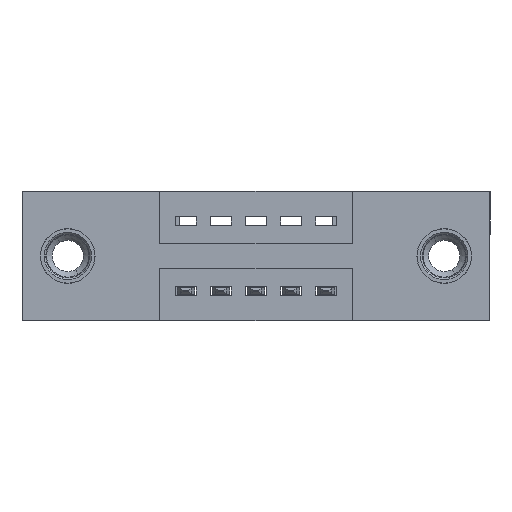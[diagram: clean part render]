
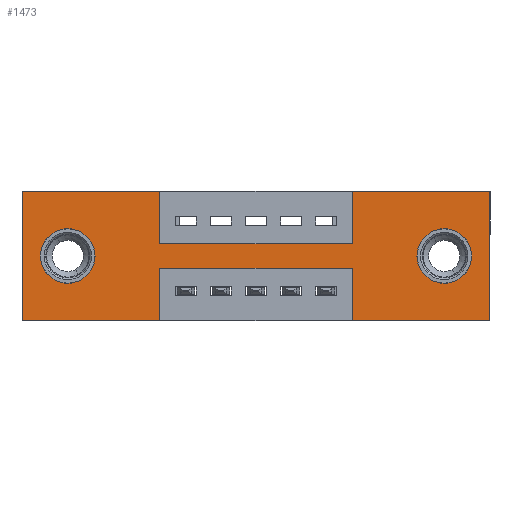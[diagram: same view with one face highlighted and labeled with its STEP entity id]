
A CAD part, front view. The second image highlights one B-rep face of the part: STEP entity #1473.
In plain terms, the highlighted planar face has unit normal (0, -1, 0).
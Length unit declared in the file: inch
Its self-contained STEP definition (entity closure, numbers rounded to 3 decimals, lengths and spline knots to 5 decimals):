
#53 = CARTESIAN_POINT ( 'NONE',  ( 0.3925, 0., -0.22 ) ) ;
#160 = VERTEX_POINT ( 'NONE', #12952 ) ;
#368 = VERTEX_POINT ( 'NONE', #4861 ) ;
#381 = ORIENTED_EDGE ( 'NONE', *, *, #456, .F. ) ;
#442 = VERTEX_POINT ( 'NONE', #2946 ) ;
#456 = EDGE_CURVE ( 'NONE', #609, #651, #11599, .T. ) ;
#515 = ORIENTED_EDGE ( 'NONE', *, *, #12487, .T. ) ;
#607 = CARTESIAN_POINT ( 'NONE',  ( 0., 0., 0. ) ) ;
#609 = VERTEX_POINT ( 'NONE', #7800 ) ;
#649 = DIRECTION ( 'NONE',  ( 0., 0., 1. ) ) ;
#651 = VERTEX_POINT ( 'NONE', #3453 ) ;
#901 = CARTESIAN_POINT ( 'NONE',  ( 0.13, 0., -0.185 ) ) ;
#1145 = LINE ( 'NONE', #53, #3295 ) ;
#1158 = ORIENTED_EDGE ( 'NONE', *, *, #6767, .F. ) ;
#1195 = ORIENTED_EDGE ( 'NONE', *, *, #4709, .F. ) ;
#1224 = AXIS2_PLACEMENT_3D ( 'NONE', #3558, #8953, #6022 ) ;
#1251 = DIRECTION ( 'NONE',  ( 1., 0., 0. ) ) ;
#1385 = ORIENTED_EDGE ( 'NONE', *, *, #1712, .F. ) ;
#1461 = VERTEX_POINT ( 'NONE', #5648 ) ;
#1473 = ADVANCED_FACE ( 'NONE', ( #9640, #13432, #10608 ), #13071, .T. ) ;
#1488 = EDGE_CURVE ( 'NONE', #8023, #13642, #8670, .T. ) ;
#1503 = ORIENTED_EDGE ( 'NONE', *, *, #10811, .F. ) ;
#1515 = EDGE_LOOP ( 'NONE', ( #6791, #515 ) ) ;
#1712 = EDGE_CURVE ( 'NONE', #1461, #12660, #9321, .T. ) ;
#1919 = ORIENTED_EDGE ( 'NONE', *, *, #4129, .F. ) ;
#2158 = LINE ( 'NONE', #8695, #9562 ) ;
#2162 = CARTESIAN_POINT ( 'NONE',  ( 1.205, 0., -0.185 ) ) ;
#2181 = CARTESIAN_POINT ( 'NONE',  ( 0., 0., -0.37 ) ) ;
#2628 = ORIENTED_EDGE ( 'NONE', *, *, #1488, .F. ) ;
#2806 = EDGE_CURVE ( 'NONE', #651, #8023, #10271, .T. ) ;
#2946 = CARTESIAN_POINT ( 'NONE',  ( 0.13, 0., -0.107 ) ) ;
#3065 = VECTOR ( 'NONE', #649, 39.37008 ) ;
#3112 = AXIS2_PLACEMENT_3D ( 'NONE', #5221, #11504, #8532 ) ;
#3150 = LINE ( 'NONE', #5498, #7441 ) ;
#3228 = EDGE_CURVE ( 'NONE', #9332, #368, #5008, .T. ) ;
#3295 = VECTOR ( 'NONE', #8477, 39.37008 ) ;
#3405 = VERTEX_POINT ( 'NONE', #5973 ) ;
#3453 = CARTESIAN_POINT ( 'NONE',  ( 0.3925, 0., -0.37 ) ) ;
#3558 = CARTESIAN_POINT ( 'NONE',  ( 0., 0., -0.37 ) ) ;
#3561 = VECTOR ( 'NONE', #9648, 39.37008 ) ;
#3686 = LINE ( 'NONE', #12881, #11240 ) ;
#3766 = DIRECTION ( 'NONE',  ( -1., 0., 0. ) ) ;
#3975 = ORIENTED_EDGE ( 'NONE', *, *, #6407, .F. ) ;
#4038 = DIRECTION ( 'NONE',  ( 0., 1., 0. ) ) ;
#4070 = CARTESIAN_POINT ( 'NONE',  ( 0.9425, 0., -0.22 ) ) ;
#4129 = EDGE_CURVE ( 'NONE', #11173, #160, #4342, .T. ) ;
#4342 = LINE ( 'NONE', #4497, #6509 ) ;
#4423 = LINE ( 'NONE', #6975, #9046 ) ;
#4497 = CARTESIAN_POINT ( 'NONE',  ( 0.3925, 0., -0.15 ) ) ;
#4566 = VERTEX_POINT ( 'NONE', #8427 ) ;
#4709 = EDGE_CURVE ( 'NONE', #5550, #9736, #3686, .T. ) ;
#4792 = CARTESIAN_POINT ( 'NONE',  ( 0., 0., 0. ) ) ;
#4861 = CARTESIAN_POINT ( 'NONE',  ( 1.205, 0., -0.263 ) ) ;
#5008 = CIRCLE ( 'NONE', #13122, 0.078 ) ;
#5221 = CARTESIAN_POINT ( 'NONE',  ( 0.13, 0., -0.185 ) ) ;
#5297 = CIRCLE ( 'NONE', #8200, 0.078 ) ;
#5498 = CARTESIAN_POINT ( 'NONE',  ( 0.3925, 0., 0. ) ) ;
#5546 = EDGE_CURVE ( 'NONE', #442, #3405, #12041, .T. ) ;
#5550 = VERTEX_POINT ( 'NONE', #8137 ) ;
#5648 = CARTESIAN_POINT ( 'NONE',  ( 1.335, 0., 0. ) ) ;
#5689 = VECTOR ( 'NONE', #12903, 39.37008 ) ;
#5732 = DIRECTION ( 'NONE',  ( 0., 0., 1. ) ) ;
#5945 = DIRECTION ( 'NONE',  ( 0., 1., 0. ) ) ;
#5973 = CARTESIAN_POINT ( 'NONE',  ( 0.13, 0., -0.263 ) ) ;
#6022 = DIRECTION ( 'NONE',  ( 0., 0., -1. ) ) ;
#6051 = EDGE_LOOP ( 'NONE', ( #381, #1158, #1195, #8336, #1385, #10618, #1503, #1919, #3975, #10233, #2628, #6672 ) ) ;
#6113 = DIRECTION ( 'NONE',  ( 0., 0., -1. ) ) ;
#6122 = EDGE_CURVE ( 'NONE', #368, #9332, #9916, .T. ) ;
#6407 = EDGE_CURVE ( 'NONE', #10724, #11173, #3150, .T. ) ;
#6509 = VECTOR ( 'NONE', #1251, 39.37008 ) ;
#6562 = DIRECTION ( 'NONE',  ( 1., 0., 0. ) ) ;
#6610 = EDGE_CURVE ( 'NONE', #13642, #10724, #2158, .T. ) ;
#6672 = ORIENTED_EDGE ( 'NONE', *, *, #2806, .F. ) ;
#6767 = EDGE_CURVE ( 'NONE', #9736, #609, #1145, .T. ) ;
#6791 = ORIENTED_EDGE ( 'NONE', *, *, #5546, .T. ) ;
#6914 = CARTESIAN_POINT ( 'NONE',  ( 0., 0., -0.37 ) ) ;
#6975 = CARTESIAN_POINT ( 'NONE',  ( 0.9425, 0., 0. ) ) ;
#7323 = DIRECTION ( 'NONE',  ( 1., 0., 0. ) ) ;
#7441 = VECTOR ( 'NONE', #12890, 39.37008 ) ;
#7789 = CARTESIAN_POINT ( 'NONE',  ( 0.3925, 0., -0.15 ) ) ;
#7798 = EDGE_CURVE ( 'NONE', #12660, #5550, #9696, .T. ) ;
#7800 = CARTESIAN_POINT ( 'NONE',  ( 0.3925, 0., -0.22 ) ) ;
#8023 = VERTEX_POINT ( 'NONE', #2181 ) ;
#8137 = CARTESIAN_POINT ( 'NONE',  ( 0.9425, 0., -0.37 ) ) ;
#8173 = DIRECTION ( 'NONE',  ( 0., 0., -1. ) ) ;
#8200 = AXIS2_PLACEMENT_3D ( 'NONE', #901, #4038, #8271 ) ;
#8230 = VECTOR ( 'NONE', #3766, 39.37008 ) ;
#8271 = DIRECTION ( 'NONE',  ( 0., 0., 1. ) ) ;
#8321 = CARTESIAN_POINT ( 'NONE',  ( 0.3925, 0., -0.37 ) ) ;
#8336 = ORIENTED_EDGE ( 'NONE', *, *, #7798, .F. ) ;
#8403 = CARTESIAN_POINT ( 'NONE',  ( 0., 0., 0. ) ) ;
#8427 = CARTESIAN_POINT ( 'NONE',  ( 0.9425, 0., 0. ) ) ;
#8477 = DIRECTION ( 'NONE',  ( -1., 0., 0. ) ) ;
#8486 = CARTESIAN_POINT ( 'NONE',  ( 0., 0., -0.37 ) ) ;
#8532 = DIRECTION ( 'NONE',  ( 0., 0., 1. ) ) ;
#8670 = LINE ( 'NONE', #607, #3065 ) ;
#8695 = CARTESIAN_POINT ( 'NONE',  ( 0., 0., 0. ) ) ;
#8793 = CARTESIAN_POINT ( 'NONE',  ( 1.205, 0., -0.107 ) ) ;
#8953 = DIRECTION ( 'NONE',  ( 0., -1., 0. ) ) ;
#9004 = VECTOR ( 'NONE', #6113, 39.37008 ) ;
#9046 = VECTOR ( 'NONE', #13342, 39.37008 ) ;
#9321 = LINE ( 'NONE', #9478, #3561 ) ;
#9332 = VERTEX_POINT ( 'NONE', #8793 ) ;
#9478 = CARTESIAN_POINT ( 'NONE',  ( 1.335, 0., 0. ) ) ;
#9524 = ORIENTED_EDGE ( 'NONE', *, *, #6122, .T. ) ;
#9556 = LINE ( 'NONE', #8403, #12476 ) ;
#9562 = VECTOR ( 'NONE', #6562, 39.37008 ) ;
#9566 = DIRECTION ( 'NONE',  ( 0., 0., -1. ) ) ;
#9626 = CARTESIAN_POINT ( 'NONE',  ( 1.335, 0., -0.37 ) ) ;
#9640 = FACE_BOUND ( 'NONE', #10029, .T. ) ;
#9648 = DIRECTION ( 'NONE',  ( 0., 0., -1. ) ) ;
#9696 = LINE ( 'NONE', #6914, #8230 ) ;
#9736 = VERTEX_POINT ( 'NONE', #4070 ) ;
#9916 = CIRCLE ( 'NONE', #10667, 0.078 ) ;
#10029 = EDGE_LOOP ( 'NONE', ( #12659, #9524 ) ) ;
#10233 = ORIENTED_EDGE ( 'NONE', *, *, #6610, .F. ) ;
#10271 = LINE ( 'NONE', #8486, #5689 ) ;
#10608 = FACE_OUTER_BOUND ( 'NONE', #6051, .T. ) ;
#10618 = ORIENTED_EDGE ( 'NONE', *, *, #13204, .F. ) ;
#10667 = AXIS2_PLACEMENT_3D ( 'NONE', #12201, #5945, #8173 ) ;
#10691 = DIRECTION ( 'NONE',  ( 0., 1., 0. ) ) ;
#10724 = VERTEX_POINT ( 'NONE', #10988 ) ;
#10811 = EDGE_CURVE ( 'NONE', #160, #4566, #4423, .T. ) ;
#10988 = CARTESIAN_POINT ( 'NONE',  ( 0.3925, 0., 0. ) ) ;
#11173 = VERTEX_POINT ( 'NONE', #7789 ) ;
#11240 = VECTOR ( 'NONE', #5732, 39.37008 ) ;
#11504 = DIRECTION ( 'NONE',  ( 0., 1., 0. ) ) ;
#11599 = LINE ( 'NONE', #8321, #9004 ) ;
#12041 = CIRCLE ( 'NONE', #3112, 0.078 ) ;
#12201 = CARTESIAN_POINT ( 'NONE',  ( 1.205, 0., -0.185 ) ) ;
#12476 = VECTOR ( 'NONE', #7323, 39.37008 ) ;
#12487 = EDGE_CURVE ( 'NONE', #3405, #442, #5297, .T. ) ;
#12659 = ORIENTED_EDGE ( 'NONE', *, *, #3228, .T. ) ;
#12660 = VERTEX_POINT ( 'NONE', #9626 ) ;
#12881 = CARTESIAN_POINT ( 'NONE',  ( 0.9425, 0., -0.37 ) ) ;
#12890 = DIRECTION ( 'NONE',  ( 0., 0., -1. ) ) ;
#12903 = DIRECTION ( 'NONE',  ( -1., 0., 0. ) ) ;
#12952 = CARTESIAN_POINT ( 'NONE',  ( 0.9425, 0., -0.15 ) ) ;
#13071 = PLANE ( 'NONE',  #1224 ) ;
#13122 = AXIS2_PLACEMENT_3D ( 'NONE', #2162, #10691, #9566 ) ;
#13204 = EDGE_CURVE ( 'NONE', #4566, #1461, #9556, .T. ) ;
#13342 = DIRECTION ( 'NONE',  ( 0., 0., 1. ) ) ;
#13432 = FACE_BOUND ( 'NONE', #1515, .T. ) ;
#13642 = VERTEX_POINT ( 'NONE', #4792 ) ;
